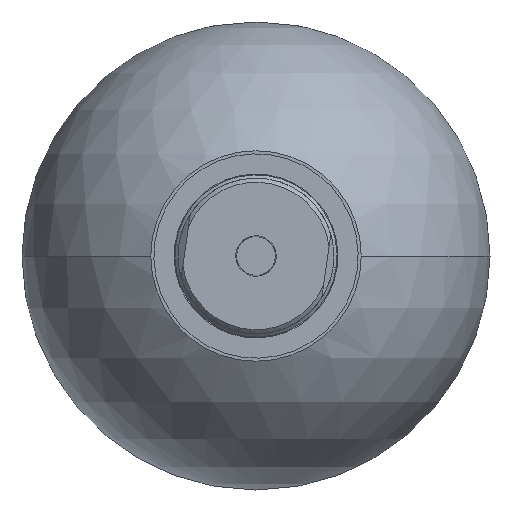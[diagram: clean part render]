
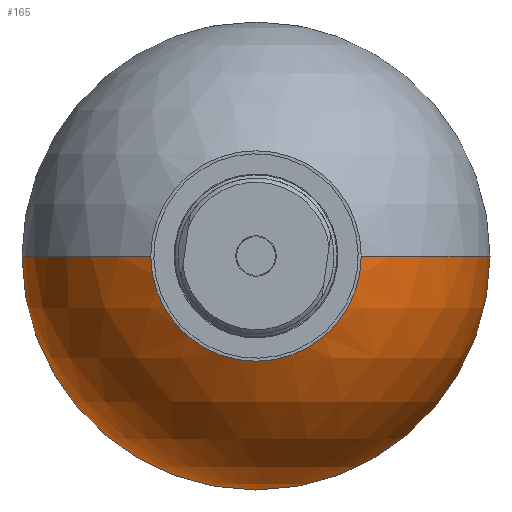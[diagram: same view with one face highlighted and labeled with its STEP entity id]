
A CAD part, front view. The second image highlights one B-rep face of the part: STEP entity #165.
In plain terms, the highlighted spherical face has radius 114.5 mm.
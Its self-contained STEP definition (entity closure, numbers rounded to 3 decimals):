
#38 = CARTESIAN_POINT ( 'NONE',  ( 51.5, 100.503, 0. ) ) ;
#94 = CARTESIAN_POINT ( 'NONE',  ( -51.5, 100.503, 0. ) ) ;
#165 = ADVANCED_FACE ( 'NONE', ( #1351 ), #1882, .T. ) ;
#197 = DIRECTION ( 'NONE',  ( 0., -1., 0. ) ) ;
#221 = CARTESIAN_POINT ( 'NONE',  ( 0., 202.768, 0. ) ) ;
#223 = EDGE_CURVE ( 'NONE', #468, #501, #1378, .T. ) ;
#364 = AXIS2_PLACEMENT_3D ( 'NONE', #1408, #1032, #2127 ) ;
#416 = CARTESIAN_POINT ( 'NONE',  ( 0., 202.768, 0. ) ) ;
#468 = VERTEX_POINT ( 'NONE', #2047 ) ;
#501 = VERTEX_POINT ( 'NONE', #38 ) ;
#547 = EDGE_CURVE ( 'NONE', #1328, #661, #845, .T. ) ;
#590 = CARTESIAN_POINT ( 'NONE',  ( 0., 100.503, 0. ) ) ;
#607 = DIRECTION ( 'NONE',  ( -1., 0., 0. ) ) ;
#651 = CARTESIAN_POINT ( 'NONE',  ( 0., 202.768, 0. ) ) ;
#661 = VERTEX_POINT ( 'NONE', #94 ) ;
#696 = CIRCLE ( 'NONE', #1581, 114.5 ) ;
#774 = DIRECTION ( 'NONE',  ( 1., 0., 0. ) ) ;
#845 = CIRCLE ( 'NONE', #2161, 114.5 ) ;
#1032 = DIRECTION ( 'NONE',  ( 0., 0., -1. ) ) ;
#1111 = DIRECTION ( 'NONE',  ( 0., -1., 0. ) ) ;
#1241 = EDGE_LOOP ( 'NONE', ( #2064, #2181, #1857, #1756 ) ) ;
#1328 = VERTEX_POINT ( 'NONE', #1460 ) ;
#1347 = DIRECTION ( 'NONE',  ( 0., 0., 1. ) ) ;
#1351 = FACE_OUTER_BOUND ( 'NONE', #1241, .T. ) ;
#1372 = DIRECTION ( 'NONE',  ( 1., 0., 0. ) ) ;
#1378 = CIRCLE ( 'NONE', #1694, 114.5 ) ;
#1408 = CARTESIAN_POINT ( 'NONE',  ( 0., 202.768, 0. ) ) ;
#1460 = CARTESIAN_POINT ( 'NONE',  ( -114.5, 202.768, 0. ) ) ;
#1506 = AXIS2_PLACEMENT_3D ( 'NONE', #590, #197, #1631 ) ;
#1581 = AXIS2_PLACEMENT_3D ( 'NONE', #221, #1111, #774 ) ;
#1631 = DIRECTION ( 'NONE',  ( 1., 0., 0. ) ) ;
#1694 = AXIS2_PLACEMENT_3D ( 'NONE', #416, #2195, #607 ) ;
#1756 = ORIENTED_EDGE ( 'NONE', *, *, #547, .F. ) ;
#1857 = ORIENTED_EDGE ( 'NONE', *, *, #1900, .F. ) ;
#1882 = SPHERICAL_SURFACE ( 'NONE', #364, 114.5 ) ;
#1900 = EDGE_CURVE ( 'NONE', #661, #501, #1928, .T. ) ;
#1928 = CIRCLE ( 'NONE', #1506, 51.5 ) ;
#2047 = CARTESIAN_POINT ( 'NONE',  ( 114.5, 202.768, 0. ) ) ;
#2064 = ORIENTED_EDGE ( 'NONE', *, *, #2311, .T. ) ;
#2127 = DIRECTION ( 'NONE',  ( -1., 0., 0. ) ) ;
#2161 = AXIS2_PLACEMENT_3D ( 'NONE', #651, #1347, #1372 ) ;
#2181 = ORIENTED_EDGE ( 'NONE', *, *, #223, .T. ) ;
#2195 = DIRECTION ( 'NONE',  ( 0., 0., -1. ) ) ;
#2311 = EDGE_CURVE ( 'NONE', #1328, #468, #696, .T. ) ;
